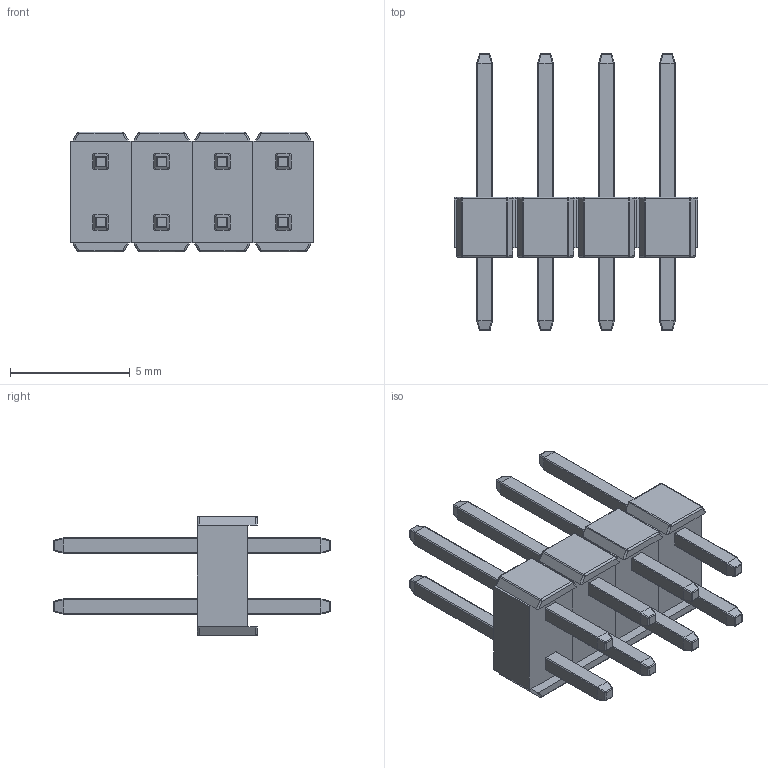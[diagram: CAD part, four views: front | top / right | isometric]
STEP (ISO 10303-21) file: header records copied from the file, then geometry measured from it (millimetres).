
FILE_DESCRIPTION(/* description */ ('STEP AP242','CAx-IF Rec.Pracs.---Representation and Presentation of Product Manufacturing Information (PMI)---4.0---2014-10-13','CAx-IF Rec.Pracs.---3D Tessellated Geometry---0.4---2014-09-14','2;1'),/* implementation_level */ '2;1');
FILE_NAME(/* name */ '61a5596efed1f21c1944ade4',/* time_stamp */ '2021-11-29T22:51:28+00:00',/* author */ (''),/* organization */ (''),/* preprocessor_version */ 'ST-DEVELOPER v18.1',/* originating_system */ ' ',/* authorisation */ ' ');
FILE_SCHEMA (('AP242_MANAGED_MODEL_BASED_3D_ENGINEERING_MIM_LF { 1 0 10303 442 1 1 4 }'));
Length unit declared in the file: metre
Products named in the file (20): PH2-04-UA
Bounding box: 10.16 x 11.55 x 5 mm (x, y, z)
Volume: 136.6 mm3; surface area: 507.4 mm2
Topology: 20 solids, 20 shells, 728 faces, 1776 edges, 992 vertices
Faces by surface type: cylinder 336, plane 264, sphere 64, torus 32, bspline 32
Entity records: 21350 total; most frequent: CARTESIAN_POINT 4228, DIRECTION 3688, ORIENTED_EDGE 3360, EDGE_CURVE 1680, AXIS2_PLACEMENT_3D 1380, VERTEX_POINT 992, LINE 928, VECTOR 928
